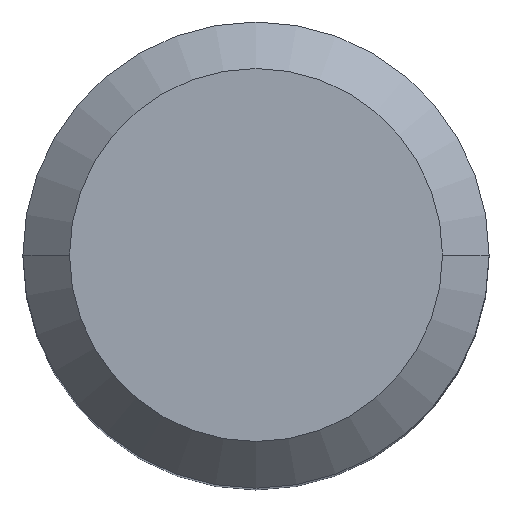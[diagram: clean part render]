
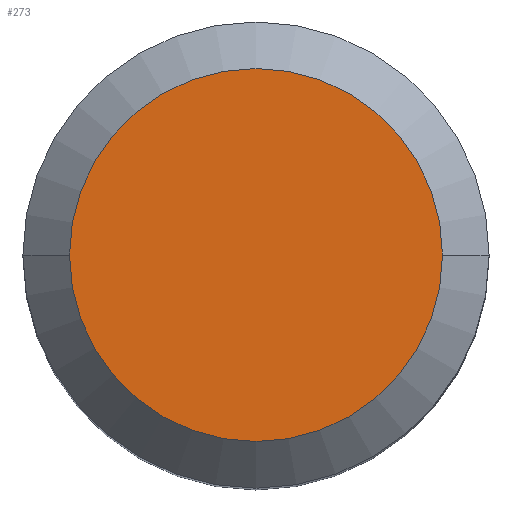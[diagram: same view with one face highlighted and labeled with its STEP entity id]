
A CAD part, top view. The second image highlights one B-rep face of the part: STEP entity #273.
In plain terms, the highlighted planar face has unit normal (0, 0, 1).
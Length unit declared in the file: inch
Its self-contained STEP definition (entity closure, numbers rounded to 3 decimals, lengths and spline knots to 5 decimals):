
#66 = VERTEX_POINT ( 'NONE', #109 ) ;
#67 = DIRECTION ( 'NONE',  ( 1., 0., 0. ) ) ;
#109 = CARTESIAN_POINT ( 'NONE',  ( 0.34644, 0., 0. ) ) ;
#113 = CIRCLE ( 'NONE', #398, 0.34644 ) ;
#123 = AXIS2_PLACEMENT_3D ( 'NONE', #235, #423, #473 ) ;
#126 = DIRECTION ( 'NONE',  ( -1., 0., 0. ) ) ;
#153 = CARTESIAN_POINT ( 'NONE',  ( -0.34644, 0., 0. ) ) ;
#176 = EDGE_CURVE ( 'NONE', #66, #468, #284, .T. ) ;
#200 = PLANE ( 'NONE',  #516 ) ;
#224 = ORIENTED_EDGE ( 'NONE', *, *, #373, .T. ) ;
#227 = FACE_OUTER_BOUND ( 'NONE', #384, .T. ) ;
#228 = ORIENTED_EDGE ( 'NONE', *, *, #176, .T. ) ;
#235 = CARTESIAN_POINT ( 'NONE',  ( 0., 0., 0. ) ) ;
#268 = CARTESIAN_POINT ( 'NONE',  ( 0., 0., 0. ) ) ;
#273 = ADVANCED_FACE ( 'NONE', ( #227 ), #200, .F. ) ;
#284 = CIRCLE ( 'NONE', #123, 0.34644 ) ;
#287 = DIRECTION ( 'NONE',  ( 0., 0., -1. ) ) ;
#373 = EDGE_CURVE ( 'NONE', #468, #66, #113, .T. ) ;
#384 = EDGE_LOOP ( 'NONE', ( #224, #228 ) ) ;
#398 = AXIS2_PLACEMENT_3D ( 'NONE', #268, #472, #67 ) ;
#423 = DIRECTION ( 'NONE',  ( 0., 0., 1. ) ) ;
#433 = CARTESIAN_POINT ( 'NONE',  ( 0., 0., 0. ) ) ;
#468 = VERTEX_POINT ( 'NONE', #153 ) ;
#472 = DIRECTION ( 'NONE',  ( 0., 0., 1. ) ) ;
#473 = DIRECTION ( 'NONE',  ( 1., 0., 0. ) ) ;
#516 = AXIS2_PLACEMENT_3D ( 'NONE', #433, #287, #126 ) ;
